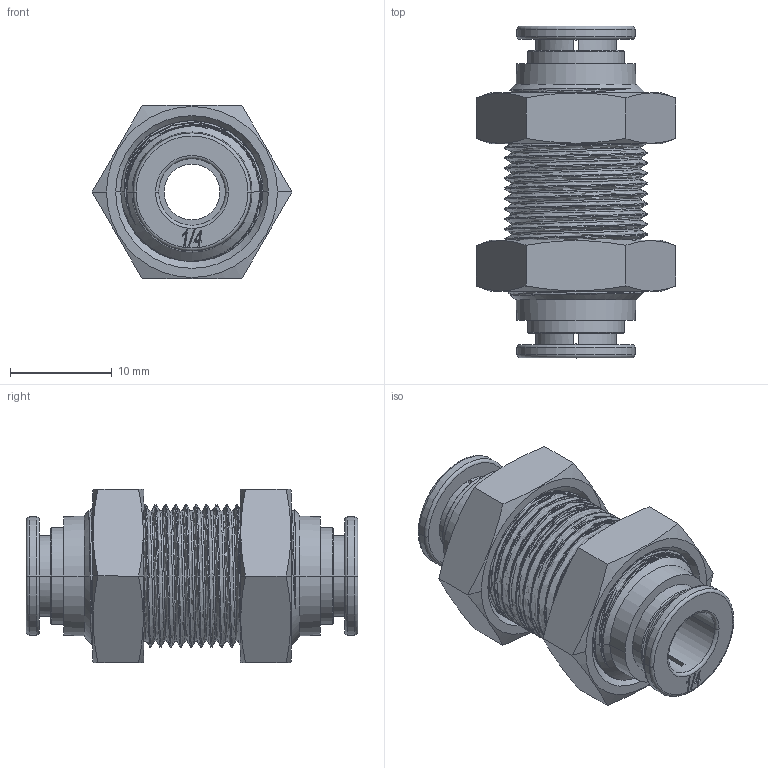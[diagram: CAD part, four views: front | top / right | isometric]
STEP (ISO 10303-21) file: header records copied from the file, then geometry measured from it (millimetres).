
FILE_DESCRIPTION (( 'STEP AP214' ), '1' );
FILE_NAME ('UB14-SS.step', '2018-03-13T19:28:13', ( '' ), ( '' ), 'SwSTEP 2.0', 'SolidWorks 2017', '' );
FILE_SCHEMA (( 'AUTOMOTIVE_DESIGN' ));
Length unit declared in the file: inch
Products named in the file (1): UB14-SS
Bounding box: 19.63 x 32.6 x 17 mm (x, y, z)
Volume: 3851.9 mm3; surface area: 3760.6 mm2
Topology: 1 solids, 1 shells, 256 faces, 683 edges, 443 vertices
Faces by surface type: cylinder 107, plane 94, cone 35, torus 12, bspline 8
Entity records: 15527 total; most frequent: CARTESIAN_POINT 9450, ORIENTED_EDGE 1366, DIRECTION 1084, EDGE_CURVE 683, VERTEX_POINT 443, AXIS2_PLACEMENT_3D 384, VECTOR 316, LINE 316
